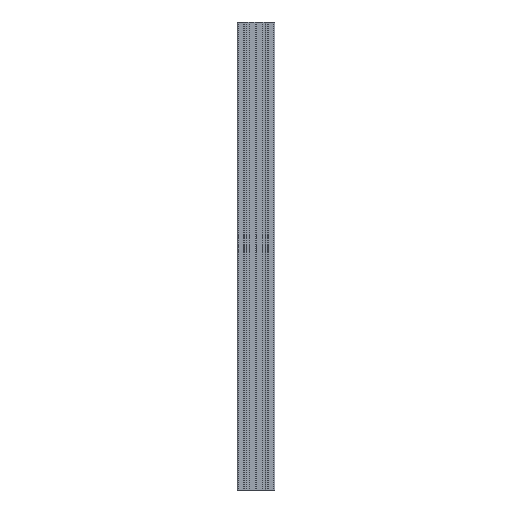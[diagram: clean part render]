
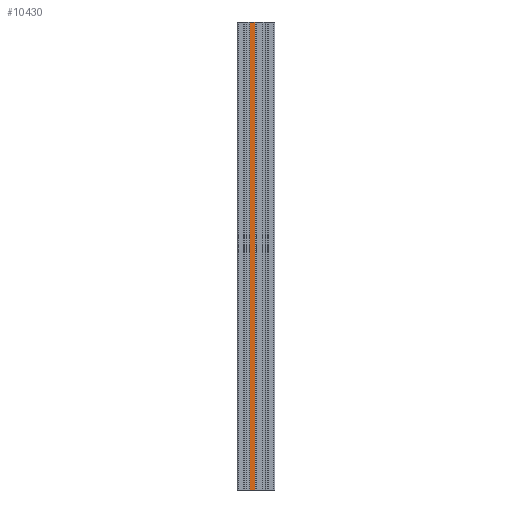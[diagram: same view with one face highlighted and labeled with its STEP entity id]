
A CAD part, left-side view. The second image highlights one B-rep face of the part: STEP entity #10430.
In plain terms, the highlighted planar face has unit normal (-1, 0, 0).
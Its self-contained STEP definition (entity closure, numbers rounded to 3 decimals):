
#587 = CARTESIAN_POINT ( 'NONE',  ( -20., -6.15, 1000. ) ) ;
#1068 = DIRECTION ( 'NONE',  ( 0., 0., -1. ) ) ;
#1202 = ORIENTED_EDGE ( 'NONE', *, *, #2512, .T. ) ;
#1363 = LINE ( 'NONE', #5596, #10844 ) ;
#1404 = EDGE_CURVE ( 'NONE', #3313, #3239, #5196, .T. ) ;
#1479 = CARTESIAN_POINT ( 'NONE',  ( -20., -18., 1000. ) ) ;
#1810 = DIRECTION ( 'NONE',  ( 0., 0., 1. ) ) ;
#2512 = EDGE_CURVE ( 'NONE', #3239, #13153, #1363, .T. ) ;
#2831 = CARTESIAN_POINT ( 'NONE',  ( -20., -6.45, 0. ) ) ;
#2893 = CARTESIAN_POINT ( 'NONE',  ( -20., -18., 0. ) ) ;
#3239 = VERTEX_POINT ( 'NONE', #2831 ) ;
#3313 = VERTEX_POINT ( 'NONE', #7357 ) ;
#3952 = CARTESIAN_POINT ( 'NONE',  ( -20., -6.45, 1000. ) ) ;
#3990 = DIRECTION ( 'NONE',  ( 1., 0., 0. ) ) ;
#4061 = CARTESIAN_POINT ( 'NONE',  ( -20., -6.15, 1000. ) ) ;
#5196 = LINE ( 'NONE', #3952, #12212 ) ;
#5596 = CARTESIAN_POINT ( 'NONE',  ( -20., -6.15, 0. ) ) ;
#5817 = EDGE_CURVE ( 'NONE', #3313, #9007, #10095, .T. ) ;
#6132 = CARTESIAN_POINT ( 'NONE',  ( -20., -18., 1000. ) ) ;
#6566 = DIRECTION ( 'NONE',  ( 0., -1., 0. ) ) ;
#7221 = VECTOR ( 'NONE', #12522, 1000. ) ;
#7256 = FACE_OUTER_BOUND ( 'NONE', #7306, .T. ) ;
#7306 = EDGE_LOOP ( 'NONE', ( #1202, #7992, #8481, #11261 ) ) ;
#7357 = CARTESIAN_POINT ( 'NONE',  ( -20., -6.45, 1000. ) ) ;
#7992 = ORIENTED_EDGE ( 'NONE', *, *, #7996, .T. ) ;
#7996 = EDGE_CURVE ( 'NONE', #13153, #9007, #9323, .T. ) ;
#8481 = ORIENTED_EDGE ( 'NONE', *, *, #5817, .F. ) ;
#8763 = VECTOR ( 'NONE', #1810, 1000. ) ;
#9007 = VERTEX_POINT ( 'NONE', #1479 ) ;
#9323 = LINE ( 'NONE', #6132, #8763 ) ;
#9434 = DIRECTION ( 'NONE',  ( 0., 0., -1. ) ) ;
#10095 = LINE ( 'NONE', #587, #7221 ) ;
#10383 = PLANE ( 'NONE',  #11439 ) ;
#10430 = ADVANCED_FACE ( 'NONE', ( #7256 ), #10383, .F. ) ;
#10844 = VECTOR ( 'NONE', #6566, 1000. ) ;
#11261 = ORIENTED_EDGE ( 'NONE', *, *, #1404, .T. ) ;
#11439 = AXIS2_PLACEMENT_3D ( 'NONE', #4061, #3990, #1068 ) ;
#12212 = VECTOR ( 'NONE', #9434, 1000. ) ;
#12522 = DIRECTION ( 'NONE',  ( 0., -1., 0. ) ) ;
#13153 = VERTEX_POINT ( 'NONE', #2893 ) ;
